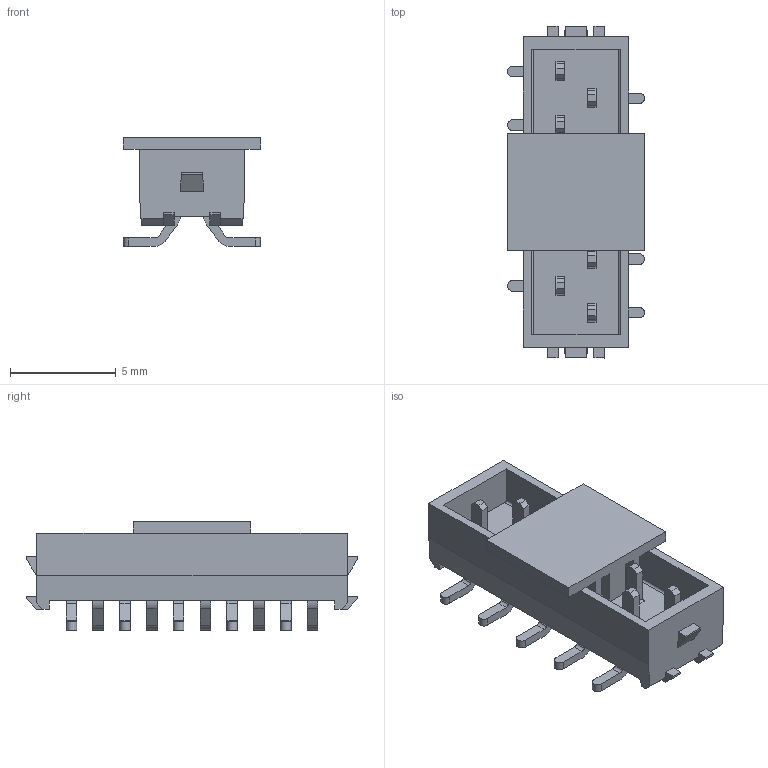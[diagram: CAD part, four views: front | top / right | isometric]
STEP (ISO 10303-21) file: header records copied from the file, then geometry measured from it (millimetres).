
FILE_DESCRIPTION(/* description */ ('Unknown'),/* implementation_level */ '2;1');
FILE_NAME(/* name */ 'J_Wurth_WR-MM_690357281076',/* time_stamp */ '2025-05-06T09:42:00+08:00',/* author */ ('Unknown'),/* organization */ ('Unknown'),/* preprocessor_version */ 'ST-DEVELOPER v19.4',/* originating_system */ 'Solid Edge',/* authorisation */ 'Unknown');
FILE_SCHEMA (('AUTOMOTIVE_DESIGN {1 0 10303 214 3 1 1}'));
Length unit declared in the file: millimetre
Products named in the file (2): J_Wurth_WR-MM_690357281076
Assembly tree (1 placements, depth 2):
  J_Wurth_WR-MM_690357281076
    J_Wurth_WR-MM_690357281076
Bounding box: 6.5 x 15.73 x 5.15 mm (x, y, z)
Volume: 177.6 mm3; surface area: 573.5 mm2
Topology: 1 solids, 21 shells, 472 faces, 1186 edges, 780 vertices
Faces by surface type: plane 360, cylinder 112
Entity records: 17343 total; most frequent: CARTESIAN_POINT 2440, ORIENTED_EDGE 2372, DIRECTION 2358, EDGE_CURVE 1186, LINE 962, VECTOR 962, VERTEX_POINT 780, AXIS2_PLACEMENT_3D 698
